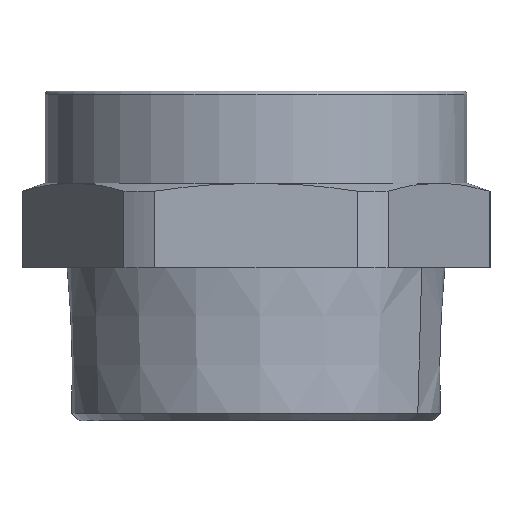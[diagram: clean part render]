
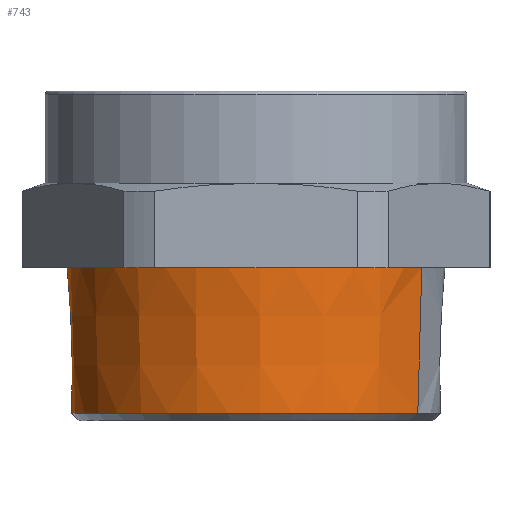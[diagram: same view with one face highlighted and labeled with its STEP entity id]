
A CAD part, left-side view. The second image highlights one B-rep face of the part: STEP entity #743.
In plain terms, the highlighted conical face has half-angle 1.78 degrees and reference radius 24 mm.
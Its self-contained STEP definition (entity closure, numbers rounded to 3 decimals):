
#698=AXIS2_PLACEMENT_3D('Circle Axis2P3D',#696,#697,$) ;
#716=AXIS2_PLACEMENT_3D('Cone Axis2P3D',#713,#714,#715) ;
#734=AXIS2_PLACEMENT_3D('Circle Axis2P3D',#732,#733,$) ;
#691=CARTESIAN_POINT('Vertex',(39.304,52.107,20.)) ;
#693=CARTESIAN_POINT('Vertex',(15.696,8.893,20.)) ;
#696=CARTESIAN_POINT('Axis2P3D Location',(27.5,30.5,20.)) ;
#713=CARTESIAN_POINT('Axis2P3D Location',(27.5,30.5,0.)) ;
#718=CARTESIAN_POINT('Line Origine',(15.845,9.165,10.)) ;
#722=CARTESIAN_POINT('Vertex',(15.979,9.411,1.)) ;
#725=CARTESIAN_POINT('Line Origine',(39.155,51.835,10.)) ;
#729=CARTESIAN_POINT('Vertex',(39.021,51.589,1.)) ;
#732=CARTESIAN_POINT('Axis2P3D Location',(27.5,30.5,1.)) ;
#697=DIRECTION('Axis2P3D Direction',(0.,0.,-1.)) ;
#714=DIRECTION('Axis2P3D Direction',(0.,0.,1.)) ;
#715=DIRECTION('Axis2P3D XDirection',(0.479,0.878,0.)) ;
#719=DIRECTION('Vector Direction',(-0.015,-0.027,1.)) ;
#726=DIRECTION('Vector Direction',(0.015,0.027,1.)) ;
#733=DIRECTION('Axis2P3D Direction',(0.,0.,1.)) ;
#720=VECTOR('Line Direction',#719,1.) ;
#727=VECTOR('Line Direction',#726,1.) ;
#738=ORIENTED_EDGE('',*,*,#724,.F.) ;
#739=ORIENTED_EDGE('',*,*,#700,.T.) ;
#740=ORIENTED_EDGE('',*,*,#731,.T.) ;
#741=ORIENTED_EDGE('',*,*,#736,.F.) ;
#743=ADVANCED_FACE('PartBody',(#742),#717,.T.) ;
#699=CIRCLE('generated circle',#698,24.622) ;
#735=CIRCLE('generated circle',#734,24.031) ;
#717=CONICAL_SURFACE('Cone',#716,24.,0.031) ;
#700=EDGE_CURVE('',#694,#692,#699,.T.) ;
#724=EDGE_CURVE('',#694,#723,#721,.F.) ;
#731=EDGE_CURVE('',#692,#730,#728,.F.) ;
#736=EDGE_CURVE('',#723,#730,#735,.F.) ;
#737=EDGE_LOOP('',(#738,#739,#740,#741)) ;
#742=FACE_OUTER_BOUND('',#737,.T.) ;
#721=LINE('Line',#718,#720) ;
#728=LINE('Line',#725,#727) ;
#692=VERTEX_POINT('',#691) ;
#694=VERTEX_POINT('',#693) ;
#723=VERTEX_POINT('',#722) ;
#730=VERTEX_POINT('',#729) ;
